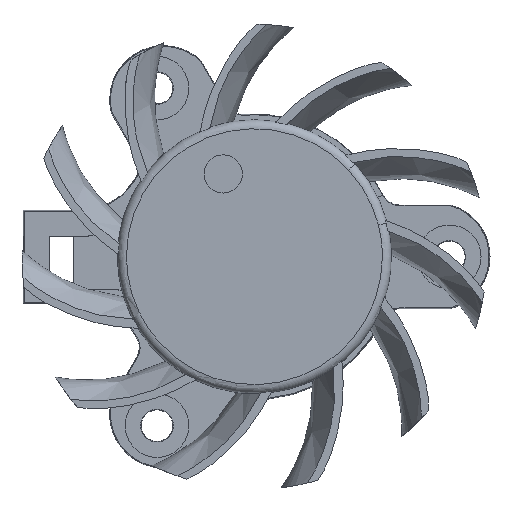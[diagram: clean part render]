
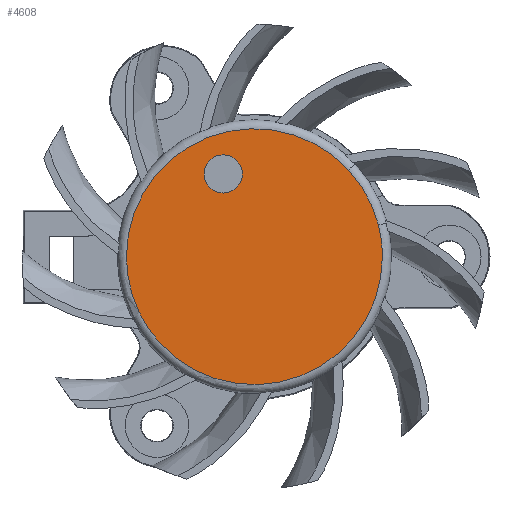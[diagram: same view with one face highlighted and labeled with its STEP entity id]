
A CAD part, top view. The second image highlights one B-rep face of the part: STEP entity #4608.
In plain terms, the highlighted planar face has unit normal (0, 0, 1).
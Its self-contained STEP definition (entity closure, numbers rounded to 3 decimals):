
#1314=CARTESIAN_POINT('',(0.,30.,5.634));
#1315=DIRECTION('',(0.,0.,1.));
#1316=DIRECTION('',(0.736,0.677,0.));
#1317=AXIS2_PLACEMENT_3D('',#1314,#1315,#1316);
#1319=CARTESIAN_POINT('',(0.,30.,5.634));
#1320=DIRECTION('',(0.,0.,1.));
#1321=DIRECTION('',(0.969,0.246,0.));
#1322=AXIS2_PLACEMENT_3D('',#1319,#1320,#1321);
#1324=CARTESIAN_POINT('',(0.,30.,5.634));
#1325=DIRECTION('',(0.,0.,1.));
#1326=DIRECTION('',(1.,0.,0.));
#1327=AXIS2_PLACEMENT_3D('',#1324,#1325,#1326);
#1329=CARTESIAN_POINT('',(0.,30.,5.634));
#1330=DIRECTION('',(0.,0.,1.));
#1331=DIRECTION('',(-0.736,-0.677,0.));
#1332=AXIS2_PLACEMENT_3D('',#1329,#1330,#1331);
#1334=CARTESIAN_POINT('',(0.,30.,5.634));
#1335=DIRECTION('',(0.,0.,1.));
#1336=DIRECTION('',(-1.,0.,0.));
#1337=AXIS2_PLACEMENT_3D('',#1334,#1335,#1336);
#1339=CARTESIAN_POINT('',(-2.465,36.539,5.634));
#1340=DIRECTION('',(0.,0.,-1.));
#1341=DIRECTION('',(0.,-1.,0.));
#1342=AXIS2_PLACEMENT_3D('',#1339,#1340,#1341);
#1344=CARTESIAN_POINT('',(-2.465,36.539,5.634));
#1345=DIRECTION('',(0.,0.,-1.));
#1346=DIRECTION('',(1.,0.,0.));
#1347=AXIS2_PLACEMENT_3D('',#1344,#1345,#1346);
#1349=CARTESIAN_POINT('',(-2.465,36.539,5.634));
#1350=DIRECTION('',(0.,0.,-1.));
#1351=DIRECTION('',(0.,1.,0.));
#1352=AXIS2_PLACEMENT_3D('',#1349,#1350,#1351);
#1354=CARTESIAN_POINT('',(-2.465,36.539,5.634));
#1355=DIRECTION('',(0.,0.,-1.));
#1356=DIRECTION('',(-1.,0.,0.));
#1357=AXIS2_PLACEMENT_3D('',#1354,#1355,#1356);
#2143=CARTESIAN_POINT('',(7.441,36.844,5.634));
#2145=VERTEX_POINT('',#2143);
#2208=CARTESIAN_POINT('',(9.799,32.491,5.634));
#2209=VERTEX_POINT('',#2208);
#2210=CARTESIAN_POINT('',(-10.11,30.,5.634));
#2211=VERTEX_POINT('',#2210);
#2212=CARTESIAN_POINT('',(10.11,30.,5.634));
#2213=VERTEX_POINT('',#2212);
#2214=CARTESIAN_POINT('',(-7.441,23.155,5.634));
#2215=VERTEX_POINT('',#2214);
#2216=CARTESIAN_POINT('',(-3.974,36.539,5.634));
#2217=CARTESIAN_POINT('',(-2.465,38.048,5.634));
#2218=VERTEX_POINT('',#2216);
#2219=VERTEX_POINT('',#2217);
#2220=CARTESIAN_POINT('',(-2.465,35.03,5.634));
#2221=VERTEX_POINT('',#2220);
#2222=CARTESIAN_POINT('',(-0.956,36.539,5.634));
#2223=VERTEX_POINT('',#2222);
#4586=CARTESIAN_POINT('',(0.,30.,5.634));
#4587=DIRECTION('',(0.,0.,-1.));
#4588=DIRECTION('',(-1.,0.,0.));
#4589=AXIS2_PLACEMENT_3D('',#4586,#4587,#4588);
#4590=PLANE('',#4589);
#4591=ORIENTED_EDGE('',*,*,#4481,.F.);
#4592=ORIENTED_EDGE('',*,*,#4568,.F.);
#4593=ORIENTED_EDGE('',*,*,#4487,.F.);
#4594=ORIENTED_EDGE('',*,*,#4485,.F.);
#4595=ORIENTED_EDGE('',*,*,#4483,.F.);
#4596=EDGE_LOOP('',(#4591,#4592,#4593,#4594,#4595));
#4597=FACE_OUTER_BOUND('',#4596,.F.);
#4599=ORIENTED_EDGE('',*,*,#4598,.F.);
#4601=ORIENTED_EDGE('',*,*,#4600,.F.);
#4603=ORIENTED_EDGE('',*,*,#4602,.F.);
#4605=ORIENTED_EDGE('',*,*,#4604,.F.);
#4606=EDGE_LOOP('',(#4599,#4601,#4603,#4605));
#4607=FACE_BOUND('',#4606,.F.);
#1318=CIRCLE('',#1317,10.11);
#1323=CIRCLE('',#1322,10.11);
#1328=CIRCLE('',#1327,10.11);
#1333=CIRCLE('',#1332,10.11);
#1338=CIRCLE('',#1337,10.11);
#1343=CIRCLE('',#1342,1.509);
#1348=CIRCLE('',#1347,1.509);
#1353=CIRCLE('',#1352,1.509);
#1358=CIRCLE('',#1357,1.509);
#4481=EDGE_CURVE('',#2145,#2211,#1318,.T.);
#4483=EDGE_CURVE('',#2211,#2215,#1338,.T.);
#4485=EDGE_CURVE('',#2215,#2213,#1333,.T.);
#4487=EDGE_CURVE('',#2213,#2209,#1328,.T.);
#4568=EDGE_CURVE('',#2209,#2145,#1323,.T.);
#4598=EDGE_CURVE('',#2221,#2218,#1343,.T.);
#4600=EDGE_CURVE('',#2223,#2221,#1348,.T.);
#4602=EDGE_CURVE('',#2219,#2223,#1353,.T.);
#4604=EDGE_CURVE('',#2218,#2219,#1358,.T.);
#4608=ADVANCED_FACE('',(#4597,#4607),#4590,.F.);
